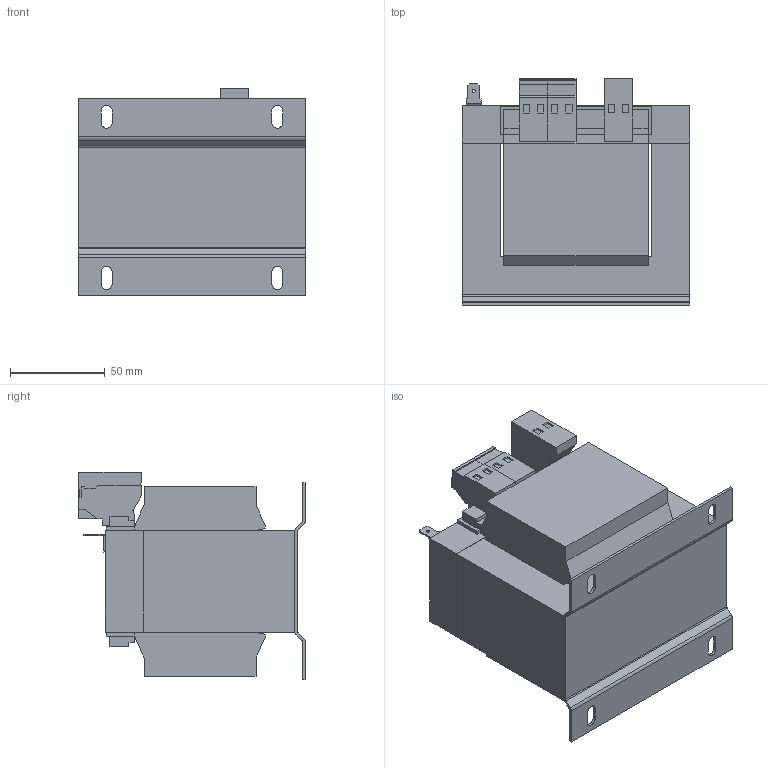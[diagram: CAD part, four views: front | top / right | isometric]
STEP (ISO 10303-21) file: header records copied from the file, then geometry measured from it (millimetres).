
FILE_DESCRIPTION (( 'STEP AP214' ), '1' );
FILE_NAME ('182869.STEP', '2020-05-29T03:48:44', ( '' ), ( '' ), 'SwSTEP 2.0', 'SolidWorks 2018', '' );
FILE_SCHEMA (( 'AUTOMOTIVE_DESIGN' ));
Length unit declared in the file: millimetre
Products named in the file (1): 182869
Bounding box: 120 x 119.5 x 109.65 mm (x, y, z)
Volume: 907048.2 mm3; surface area: 108986.7 mm2
Topology: 1 solids, 1 shells, 276 faces, 723 edges, 465 vertices
Faces by surface type: plane 226, cylinder 50
Entity records: 8399 total; most frequent: CARTESIAN_POINT 1465, ORIENTED_EDGE 1446, DIRECTION 1375, EDGE_CURVE 723, VECTOR 625, LINE 625, VERTEX_POINT 465, AXIS2_PLACEMENT_3D 375
